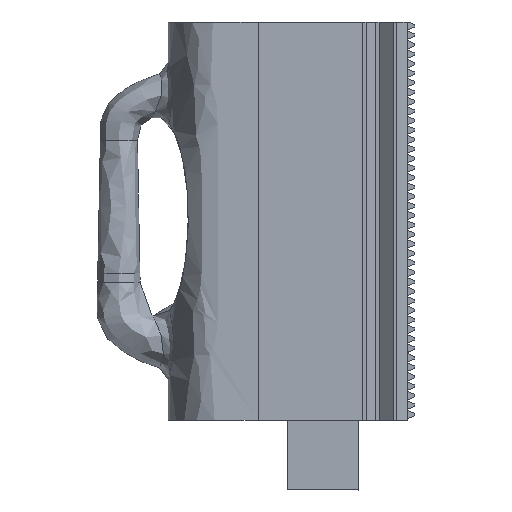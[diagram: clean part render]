
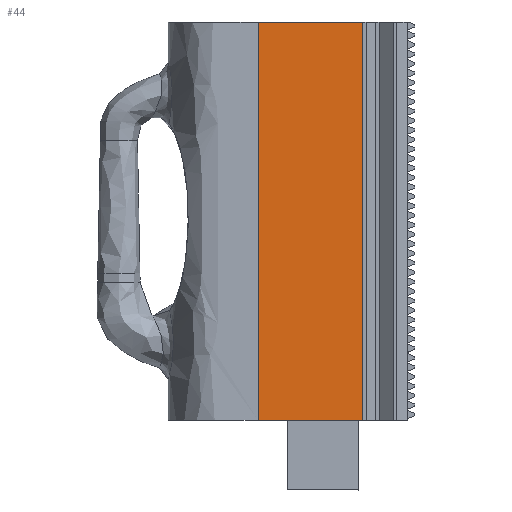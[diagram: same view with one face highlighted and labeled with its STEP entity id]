
A CAD part, left-side view. The second image highlights one B-rep face of the part: STEP entity #44.
In plain terms, the highlighted planar face has unit normal (-1, 0, 0).
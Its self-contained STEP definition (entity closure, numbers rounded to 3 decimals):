
#44=ADVANCED_FACE('',(#381),#5550,.T.);
#381=FACE_OUTER_BOUND('',#720,.T.);
#720=EDGE_LOOP('',(#1169,#1170,#1171,#1172));
#1169=ORIENTED_EDGE('',*,*,#3046,.T.);
#1170=ORIENTED_EDGE('',*,*,#3027,.F.);
#1171=ORIENTED_EDGE('',*,*,#3047,.T.);
#1172=ORIENTED_EDGE('',*,*,#3022,.F.);
#3022=EDGE_CURVE('',#4941,#4942,#4814,.T.);
#3027=EDGE_CURVE('',#4949,#4950,#4816,.T.);
#3046=EDGE_CURVE('',#4941,#4950,#3979,.T.);
#3047=EDGE_CURVE('',#4949,#4942,#4825,.T.);
#3979=B_SPLINE_CURVE_WITH_KNOTS('',1,(#23923,#23924),.UNSPECIFIED.,.F.,
 .F.,(2,2),(0.,200.),.UNSPECIFIED.);
#4814=(
BOUNDED_CURVE()
B_SPLINE_CURVE(3,(#22934,#22935,#22936,#22937,#22938,#22939,#22940),
 .UNSPECIFIED.,.F.,.F.)
B_SPLINE_CURVE_WITH_KNOTS((4,3,4),(0.,20.3,52.5),
 .UNSPECIFIED.)
CURVE()
GEOMETRIC_REPRESENTATION_ITEM()
RATIONAL_B_SPLINE_CURVE((1.,1.,1.,1.,1.,1.,1.))
REPRESENTATION_ITEM('')
);
#4816=(
BOUNDED_CURVE()
B_SPLINE_CURVE(3,(#22951,#22952,#22953,#22954,#22955,#22956,#22957),
 .UNSPECIFIED.,.F.,.F.)
B_SPLINE_CURVE_WITH_KNOTS((4,3,4),(0.,32.2,52.5),
 .UNSPECIFIED.)
CURVE()
GEOMETRIC_REPRESENTATION_ITEM()
RATIONAL_B_SPLINE_CURVE((1.,1.,1.,1.,1.,1.,1.))
REPRESENTATION_ITEM('')
);
#4825=(
BOUNDED_CURVE()
B_SPLINE_CURVE(1,(#23925,#23926),.UNSPECIFIED.,.F.,.F.)
B_SPLINE_CURVE_WITH_KNOTS((2,2),(0.,200.),.UNSPECIFIED.)
CURVE()
GEOMETRIC_REPRESENTATION_ITEM()
RATIONAL_B_SPLINE_CURVE((1.,1.))
REPRESENTATION_ITEM('')
);
#4941=VERTEX_POINT('',#21068);
#4942=VERTEX_POINT('',#21069);
#4949=VERTEX_POINT('',#21076);
#4950=VERTEX_POINT('',#21077);
#5550=PLANE('',#5966);
#5966=AXIS2_PLACEMENT_3D('',#10017,#6274,$);
#6274=DIRECTION('',(-1.,0.,0.));
#10017=CARTESIAN_POINT('',(-44.039,4.058,14.939));
#21068=CARTESIAN_POINT('',(-44.039,-1.204,234.951));
#21069=CARTESIAN_POINT('',(-44.039,-53.704,234.951));
#21076=CARTESIAN_POINT('',(-44.039,-53.704,34.951));
#21077=CARTESIAN_POINT('',(-44.039,-1.204,34.951));
#22934=CARTESIAN_POINT('',(-44.039,-1.204,234.951));
#22935=CARTESIAN_POINT('',(-44.039,-7.971,234.951));
#22936=CARTESIAN_POINT('',(-44.039,-14.737,234.951));
#22937=CARTESIAN_POINT('',(-44.039,-21.504,234.951));
#22938=CARTESIAN_POINT('',(-44.039,-32.237,234.951));
#22939=CARTESIAN_POINT('',(-44.039,-42.971,234.951));
#22940=CARTESIAN_POINT('',(-44.039,-53.704,234.951));
#22951=CARTESIAN_POINT('',(-44.039,-53.704,34.951));
#22952=CARTESIAN_POINT('',(-44.039,-42.971,34.951));
#22953=CARTESIAN_POINT('',(-44.039,-32.237,34.951));
#22954=CARTESIAN_POINT('',(-44.039,-21.504,34.951));
#22955=CARTESIAN_POINT('',(-44.039,-14.737,34.951));
#22956=CARTESIAN_POINT('',(-44.039,-7.971,34.951));
#22957=CARTESIAN_POINT('',(-44.039,-1.204,34.951));
#23923=CARTESIAN_POINT('',(-44.039,-1.204,234.951));
#23924=CARTESIAN_POINT('',(-44.039,-1.204,34.951));
#23925=CARTESIAN_POINT('',(-44.039,-53.704,34.951));
#23926=CARTESIAN_POINT('',(-44.039,-53.704,234.951));
